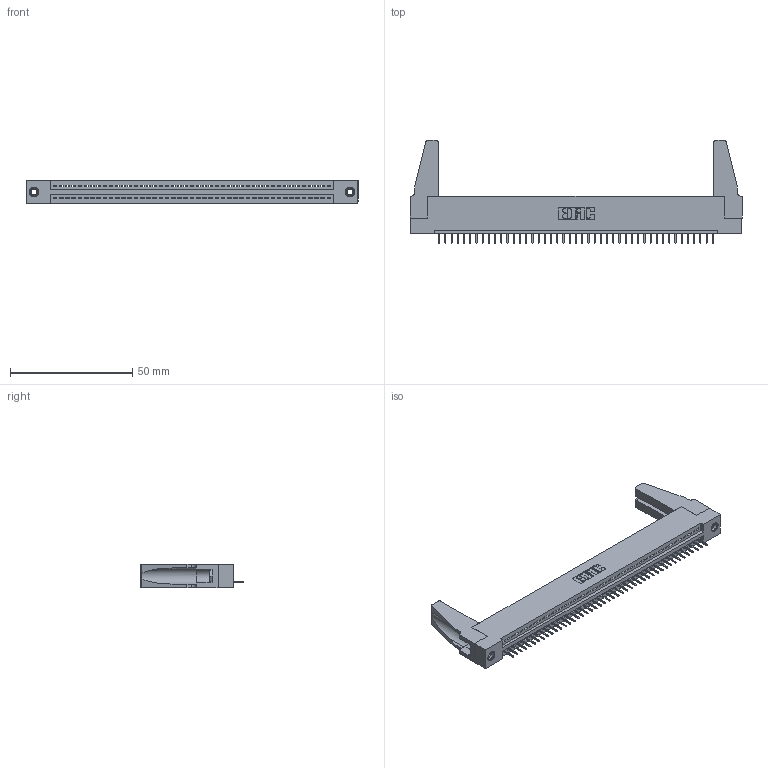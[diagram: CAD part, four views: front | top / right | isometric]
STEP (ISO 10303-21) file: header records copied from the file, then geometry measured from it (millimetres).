
FILE_DESCRIPTION (( 'STEP AP203' ), '1' );
FILE_NAME ('395-045-524-188.STEP', '2019-10-22T18:19:27', ( '' ), ( '' ), 'SwSTEP 2.0', 'SolidWorks 2016', '' );
FILE_SCHEMA (( 'CONFIG_CONTROL_DESIGN' ));
Length unit declared in the file: inch
Products named in the file (5): 345-292-001_345-293-124; 345 Part_Flush Mounting Lugs - 0.156 Dia-TH; 345-220-078_345-220-088; 345-250-001_345-250-001-102; 395-045-524-188
Assembly tree (50 placements, depth 2):
  395-045-524-188
    345 Part_Flush Mounting Lugs - 0.156 Dia-TH
    345-292-001_345-293-124  x45
    345-250-001_345-250-001-102  x2
    345-220-078_345-220-088  x2
Bounding box: 135.53 x 42.21 x 9.4 mm (x, y, z)
Volume: 15972.5 mm3; surface area: 19505.4 mm2
Topology: 50 solids, 50 shells, 3040 faces, 8755 edges, 5646 vertices
Faces by surface type: plane 2222, cylinder 802, cone 12, torus 4
Entity records: 35686 total; most frequent: CARTESIAN_POINT 6169, ORIENTED_EDGE 6108, DIRECTION 5392, EDGE_CURVE 3054, LINE 2704, VECTOR 2704, VERTEX_POINT 2026, AXIS2_PLACEMENT_3D 1344
